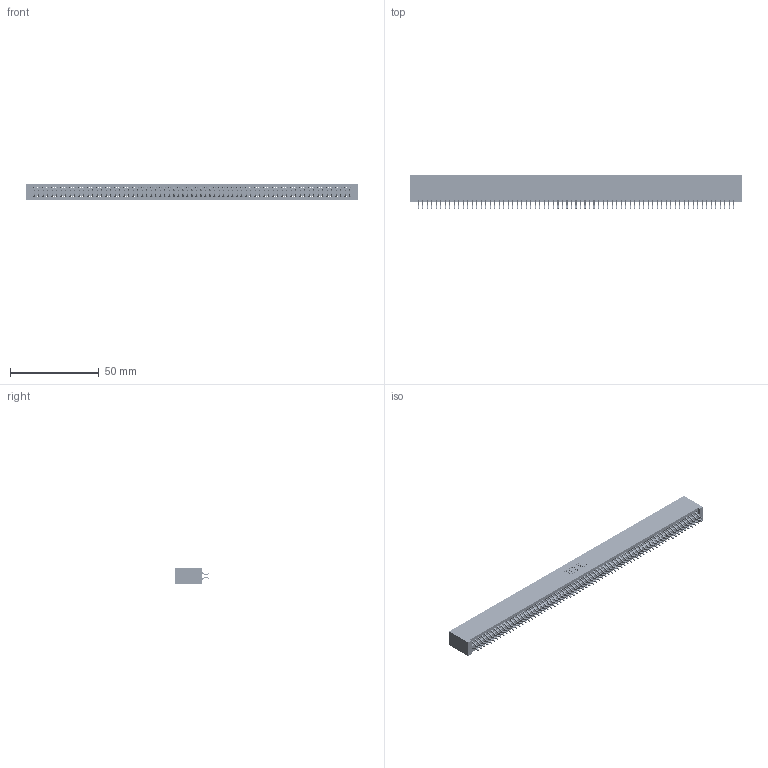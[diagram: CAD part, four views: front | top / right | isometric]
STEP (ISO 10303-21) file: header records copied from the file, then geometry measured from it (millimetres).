
FILE_DESCRIPTION (( 'STEP AP203' ), '1' );
FILE_NAME ('345-142-556-201.STEP', '2019-11-09T04:36:46', ( '' ), ( '' ), 'SwSTEP 2.0', 'SolidWorks 2016', '' );
FILE_SCHEMA (( 'CONFIG_CONTROL_DESIGN' ));
Length unit declared in the file: inch
Products named in the file (3): 345-292-001_556 Tail; 345 Part_No Mounting Lugs; 345-142-556-201
Assembly tree (143 placements, depth 2):
  345-142-556-201
    345 Part_No Mounting Lugs
    345-292-001_556 Tail  x142
Bounding box: 186.94 x 19.24 x 9.4 mm (x, y, z)
Volume: 19039.4 mm3; surface area: 28884.1 mm2
Topology: 143 solids, 143 shells, 8070 faces, 24031 edges, 15830 vertices
Faces by surface type: plane 5330, cylinder 2740
Entity records: 51747 total; most frequent: CARTESIAN_POINT 8660, ORIENTED_EDGE 8582, DIRECTION 7583, EDGE_CURVE 4291, VECTOR 3875, LINE 3875, VERTEX_POINT 2858, AXIS2_PLACEMENT_3D 1854
